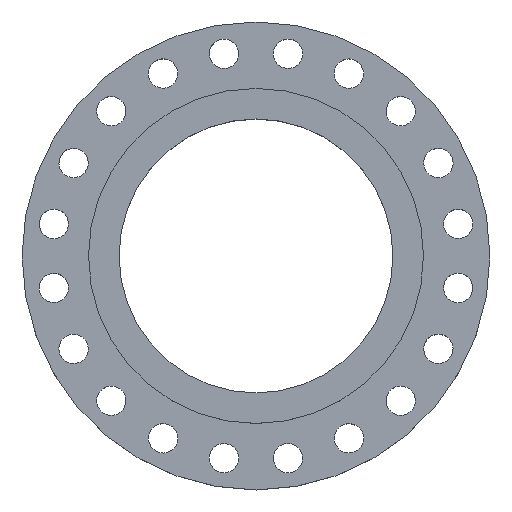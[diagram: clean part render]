
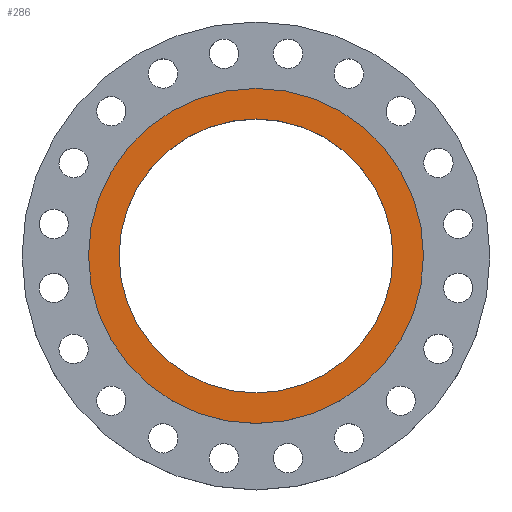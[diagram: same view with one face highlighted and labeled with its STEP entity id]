
A CAD part, top view. The second image highlights one B-rep face of the part: STEP entity #286.
In plain terms, the highlighted planar face has unit normal (0, 0, 1).
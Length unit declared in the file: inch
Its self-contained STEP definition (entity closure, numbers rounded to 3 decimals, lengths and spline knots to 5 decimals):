
#17 = AXIS2_PLACEMENT_3D ( 'NONE', #410, #990, #273 ) ;
#54 = AXIS2_PLACEMENT_3D ( 'NONE', #1700, #192, #61 ) ;
#61 = DIRECTION ( 'NONE',  ( 1., 0., 0. ) ) ;
#62 = DIRECTION ( 'NONE',  ( 0., 0., 1. ) ) ;
#192 = DIRECTION ( 'NONE',  ( 0., 0., 1. ) ) ;
#203 = PLANE ( 'NONE',  #555 ) ;
#273 = DIRECTION ( 'NONE',  ( 1., 0., 0. ) ) ;
#286 = ADVANCED_FACE ( 'NONE', ( #377, #1514 ), #203, .T. ) ;
#338 = CIRCLE ( 'NONE', #729, 7.875 ) ;
#377 = FACE_BOUND ( 'NONE', #460, .T. ) ;
#410 = CARTESIAN_POINT ( 'NONE',  ( 0., 0., 0. ) ) ;
#460 = EDGE_LOOP ( 'NONE', ( #1419, #507 ) ) ;
#464 = VERTEX_POINT ( 'NONE', #1354 ) ;
#506 = CARTESIAN_POINT ( 'NONE',  ( -6.44, 0., 0. ) ) ;
#507 = ORIENTED_EDGE ( 'NONE', *, *, #1224, .F. ) ;
#555 = AXIS2_PLACEMENT_3D ( 'NONE', #785, #62, #638 ) ;
#563 = DIRECTION ( 'NONE',  ( 0., 0., 1. ) ) ;
#638 = DIRECTION ( 'NONE',  ( 1., 0., 0. ) ) ;
#661 = ORIENTED_EDGE ( 'NONE', *, *, #1759, .T. ) ;
#729 = AXIS2_PLACEMENT_3D ( 'NONE', #1373, #1673, #862 ) ;
#758 = VERTEX_POINT ( 'NONE', #506 ) ;
#785 = CARTESIAN_POINT ( 'NONE',  ( 0., 0., 0. ) ) ;
#840 = CIRCLE ( 'NONE', #1024, 6.44 ) ;
#862 = DIRECTION ( 'NONE',  ( 1., 0., 0. ) ) ;
#873 = EDGE_CURVE ( 'NONE', #1000, #758, #840, .T. ) ;
#964 = CIRCLE ( 'NONE', #17, 7.875 ) ;
#990 = DIRECTION ( 'NONE',  ( 0., 0., 1. ) ) ;
#998 = CARTESIAN_POINT ( 'NONE',  ( 7.875, 0., 0. ) ) ;
#1000 = VERTEX_POINT ( 'NONE', #1713 ) ;
#1001 = EDGE_CURVE ( 'NONE', #1432, #464, #964, .T. ) ;
#1024 = AXIS2_PLACEMENT_3D ( 'NONE', #1273, #563, #1732 ) ;
#1224 = EDGE_CURVE ( 'NONE', #758, #1000, #1363, .T. ) ;
#1273 = CARTESIAN_POINT ( 'NONE',  ( 0., 0., 0. ) ) ;
#1354 = CARTESIAN_POINT ( 'NONE',  ( -7.875, 0., 0. ) ) ;
#1363 = CIRCLE ( 'NONE', #54, 6.44 ) ;
#1373 = CARTESIAN_POINT ( 'NONE',  ( 0., 0., 0. ) ) ;
#1419 = ORIENTED_EDGE ( 'NONE', *, *, #873, .F. ) ;
#1432 = VERTEX_POINT ( 'NONE', #998 ) ;
#1514 = FACE_OUTER_BOUND ( 'NONE', #1661, .T. ) ;
#1661 = EDGE_LOOP ( 'NONE', ( #1742, #661 ) ) ;
#1673 = DIRECTION ( 'NONE',  ( 0., 0., 1. ) ) ;
#1700 = CARTESIAN_POINT ( 'NONE',  ( 0., 0., 0. ) ) ;
#1713 = CARTESIAN_POINT ( 'NONE',  ( 6.44, 0., 0. ) ) ;
#1732 = DIRECTION ( 'NONE',  ( 1., 0., 0. ) ) ;
#1742 = ORIENTED_EDGE ( 'NONE', *, *, #1001, .T. ) ;
#1759 = EDGE_CURVE ( 'NONE', #464, #1432, #338, .T. ) ;
